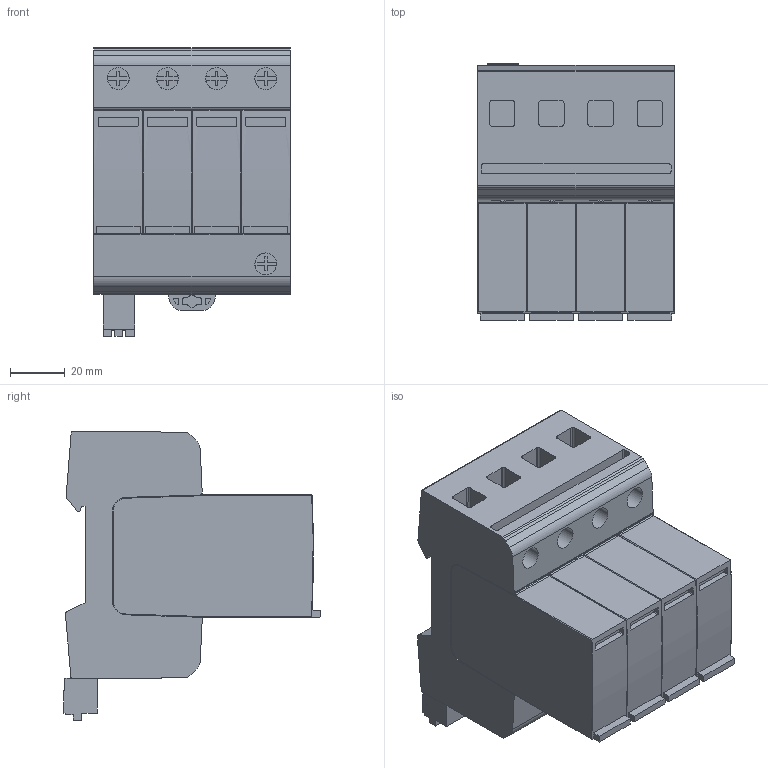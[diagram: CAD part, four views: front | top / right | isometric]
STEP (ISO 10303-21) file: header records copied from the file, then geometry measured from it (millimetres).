
FILE_DESCRIPTION((''),'2;1');
FILE_NAME('NWEGEN_CUSTOMER_3P1_4P0_T1_R','2024-03-12T13:13:14',('sebastjan.kamensek'),('Audax d.o.o.'),'CREO PARAMETRIC BY PTC INC, 2023014','CREO PARAMETRIC BY PTC INC, 2023014','');
FILE_SCHEMA(('AP242_MANAGED_MODEL_BASED_3D_ENGINEERING_MIM_LF { 1 0 10303 442 1 1 4 }'));
Length unit declared in the file: millimetre
Products named in the file (1): NWEGEN_CUSTOMER_3P1_4P0_T1_R
Bounding box: 72 x 93.86 x 105.62 mm (x, y, z)
Volume: 423002.4 mm3; surface area: 44743.3 mm2
Topology: 1 solids, 5 shells, 475 faces, 1341 edges, 895 vertices
Faces by surface type: plane 298, cylinder 95, extrusion 74, cone 8
Entity records: 17307 total; most frequent: CARTESIAN_POINT 4782, ORIENTED_EDGE 2682, DIRECTION 2245, EDGE_CURVE 1341, VECTOR 953, VERTEX_POINT 895, LINE 879, AXIS2_PLACEMENT_3D 646
